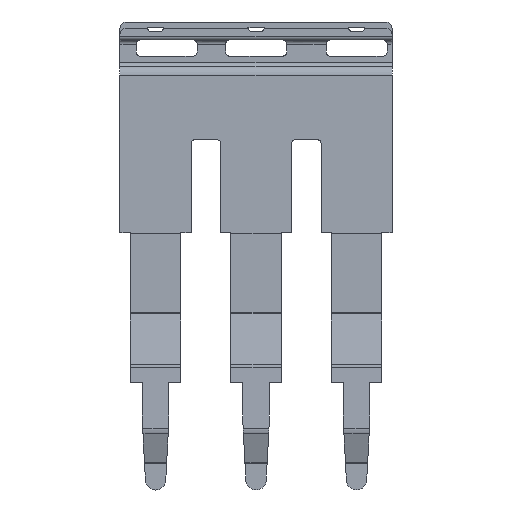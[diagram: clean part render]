
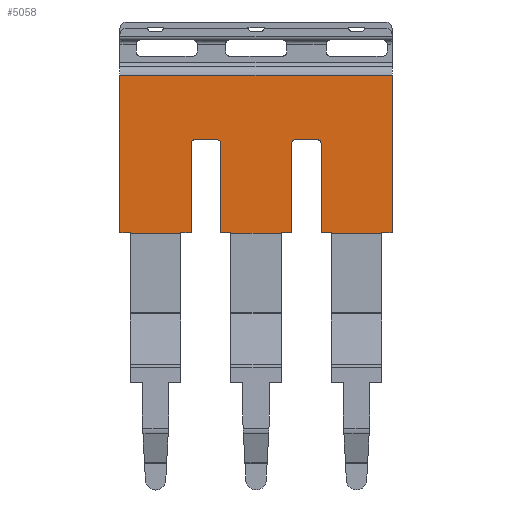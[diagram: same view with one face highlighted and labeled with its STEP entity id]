
A CAD part, front view. The second image highlights one B-rep face of the part: STEP entity #5058.
In plain terms, the highlighted planar face has unit normal (0, -1, 0).
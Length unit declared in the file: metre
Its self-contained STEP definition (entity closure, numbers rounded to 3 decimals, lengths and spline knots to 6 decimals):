
#205=FACE_OUTER_BOUND('',#449,.T.);
#449=EDGE_LOOP('',(#3186,#3187,#3188,#3189,#3190,#3191,#3192,#3193,#3194,
#3195,#3196,#3197,#3198,#3199,#3200,#3201,#3202,#3203,#3204,#3205,#3206,
#3207,#3208,#3209,#3210,#3211,#3212,#3213));
#699=CIRCLE('',#5309,0.0002);
#700=CIRCLE('',#5310,0.0002);
#701=CIRCLE('',#5311,0.0002);
#702=CIRCLE('',#5312,0.0002);
#841=LINE('',#7127,#1384);
#842=LINE('',#7129,#1385);
#843=LINE('',#7131,#1386);
#844=LINE('',#7133,#1387);
#845=LINE('',#7135,#1388);
#846=LINE('',#7137,#1389);
#847=LINE('',#7139,#1390);
#848=LINE('',#7141,#1391);
#849=LINE('',#7143,#1392);
#850=LINE('',#7147,#1393);
#851=LINE('',#7151,#1394);
#852=LINE('',#7153,#1395);
#853=LINE('',#7155,#1396);
#854=LINE('',#7157,#1397);
#855=LINE('',#7159,#1398);
#856=LINE('',#7161,#1399);
#857=LINE('',#7163,#1400);
#858=LINE('',#7167,#1401);
#859=LINE('',#7171,#1402);
#860=LINE('',#7173,#1403);
#861=LINE('',#7175,#1404);
#862=LINE('',#7177,#1405);
#863=LINE('',#7179,#1406);
#864=LINE('',#7180,#1407);
#1384=VECTOR('',#5747,0.007751);
#1385=VECTOR('',#5748,0.01339);
#1386=VECTOR('',#5749,0.007751);
#1387=VECTOR('',#5750,0.0005);
#1388=VECTOR('',#5751,0.000018);
#1389=VECTOR('',#5752,0.0025);
#1390=VECTOR('',#5753,0.000018);
#1391=VECTOR('',#5754,0.0005);
#1392=VECTOR('',#5755,0.0044);
#1393=VECTOR('',#5758,0.00105);
#1394=VECTOR('',#5761,0.0044);
#1395=VECTOR('',#5762,0.0005);
#1396=VECTOR('',#5763,0.000018);
#1397=VECTOR('',#5764,0.002495);
#1398=VECTOR('',#5765,0.000018);
#1399=VECTOR('',#5766,0.0005);
#1400=VECTOR('',#5767,0.0044);
#1401=VECTOR('',#5770,0.00105);
#1402=VECTOR('',#5773,0.0044);
#1403=VECTOR('',#5774,0.0005);
#1404=VECTOR('',#5775,0.000018);
#1405=VECTOR('',#5776,0.002495);
#1406=VECTOR('',#5777,0.000018);
#1407=VECTOR('',#5778,0.0005);
#1931=VERTEX_POINT('',#7125);
#1932=VERTEX_POINT('',#7126);
#1933=VERTEX_POINT('',#7128);
#1934=VERTEX_POINT('',#7130);
#1935=VERTEX_POINT('',#7132);
#1936=VERTEX_POINT('',#7134);
#1937=VERTEX_POINT('',#7136);
#1938=VERTEX_POINT('',#7138);
#1939=VERTEX_POINT('',#7140);
#1940=VERTEX_POINT('',#7142);
#1941=VERTEX_POINT('',#7144);
#1942=VERTEX_POINT('',#7146);
#1943=VERTEX_POINT('',#7148);
#1944=VERTEX_POINT('',#7150);
#1945=VERTEX_POINT('',#7152);
#1946=VERTEX_POINT('',#7154);
#1947=VERTEX_POINT('',#7156);
#1948=VERTEX_POINT('',#7158);
#1949=VERTEX_POINT('',#7160);
#1950=VERTEX_POINT('',#7162);
#1951=VERTEX_POINT('',#7164);
#1952=VERTEX_POINT('',#7166);
#1953=VERTEX_POINT('',#7168);
#1954=VERTEX_POINT('',#7170);
#1955=VERTEX_POINT('',#7172);
#1956=VERTEX_POINT('',#7174);
#1957=VERTEX_POINT('',#7176);
#1958=VERTEX_POINT('',#7178);
#2433=EDGE_CURVE('',#1931,#1932,#841,.T.);
#2434=EDGE_CURVE('',#1931,#1933,#842,.T.);
#2435=EDGE_CURVE('',#1934,#1933,#843,.T.);
#2436=EDGE_CURVE('',#1934,#1935,#844,.T.);
#2437=EDGE_CURVE('',#1935,#1936,#845,.T.);
#2438=EDGE_CURVE('',#1937,#1936,#846,.T.);
#2439=EDGE_CURVE('',#1938,#1937,#847,.T.);
#2440=EDGE_CURVE('',#1939,#1938,#848,.T.);
#2441=EDGE_CURVE('',#1940,#1939,#849,.T.);
#2442=EDGE_CURVE('',#1941,#1940,#699,.T.);
#2443=EDGE_CURVE('',#1942,#1941,#850,.T.);
#2444=EDGE_CURVE('',#1943,#1942,#700,.T.);
#2445=EDGE_CURVE('',#1944,#1943,#851,.T.);
#2446=EDGE_CURVE('',#1945,#1944,#852,.T.);
#2447=EDGE_CURVE('',#1946,#1945,#853,.T.);
#2448=EDGE_CURVE('',#1947,#1946,#854,.T.);
#2449=EDGE_CURVE('',#1948,#1947,#855,.T.);
#2450=EDGE_CURVE('',#1949,#1948,#856,.T.);
#2451=EDGE_CURVE('',#1950,#1949,#857,.T.);
#2452=EDGE_CURVE('',#1951,#1950,#701,.T.);
#2453=EDGE_CURVE('',#1952,#1951,#858,.T.);
#2454=EDGE_CURVE('',#1953,#1952,#702,.T.);
#2455=EDGE_CURVE('',#1954,#1953,#859,.T.);
#2456=EDGE_CURVE('',#1955,#1954,#860,.T.);
#2457=EDGE_CURVE('',#1956,#1955,#861,.T.);
#2458=EDGE_CURVE('',#1957,#1956,#862,.T.);
#2459=EDGE_CURVE('',#1958,#1957,#863,.T.);
#2460=EDGE_CURVE('',#1932,#1958,#864,.T.);
#3186=ORIENTED_EDGE('',*,*,#2433,.F.);
#3187=ORIENTED_EDGE('',*,*,#2434,.T.);
#3188=ORIENTED_EDGE('',*,*,#2435,.F.);
#3189=ORIENTED_EDGE('',*,*,#2436,.T.);
#3190=ORIENTED_EDGE('',*,*,#2437,.T.);
#3191=ORIENTED_EDGE('',*,*,#2438,.F.);
#3192=ORIENTED_EDGE('',*,*,#2439,.F.);
#3193=ORIENTED_EDGE('',*,*,#2440,.F.);
#3194=ORIENTED_EDGE('',*,*,#2441,.F.);
#3195=ORIENTED_EDGE('',*,*,#2442,.F.);
#3196=ORIENTED_EDGE('',*,*,#2443,.F.);
#3197=ORIENTED_EDGE('',*,*,#2444,.F.);
#3198=ORIENTED_EDGE('',*,*,#2445,.F.);
#3199=ORIENTED_EDGE('',*,*,#2446,.F.);
#3200=ORIENTED_EDGE('',*,*,#2447,.F.);
#3201=ORIENTED_EDGE('',*,*,#2448,.F.);
#3202=ORIENTED_EDGE('',*,*,#2449,.F.);
#3203=ORIENTED_EDGE('',*,*,#2450,.F.);
#3204=ORIENTED_EDGE('',*,*,#2451,.F.);
#3205=ORIENTED_EDGE('',*,*,#2452,.F.);
#3206=ORIENTED_EDGE('',*,*,#2453,.F.);
#3207=ORIENTED_EDGE('',*,*,#2454,.F.);
#3208=ORIENTED_EDGE('',*,*,#2455,.F.);
#3209=ORIENTED_EDGE('',*,*,#2456,.F.);
#3210=ORIENTED_EDGE('',*,*,#2457,.F.);
#3211=ORIENTED_EDGE('',*,*,#2458,.F.);
#3212=ORIENTED_EDGE('',*,*,#2459,.F.);
#3213=ORIENTED_EDGE('',*,*,#2460,.F.);
#4665=PLANE('',#5308);
#5058=ADVANCED_FACE('',(#205),#4665,.T.);
#5308=AXIS2_PLACEMENT_3D('',#7124,#5745,#5746);
#5309=AXIS2_PLACEMENT_3D('',#7145,#5756,#5757);
#5310=AXIS2_PLACEMENT_3D('',#7149,#5759,#5760);
#5311=AXIS2_PLACEMENT_3D('',#7165,#5768,#5769);
#5312=AXIS2_PLACEMENT_3D('',#7169,#5771,#5772);
#5745=DIRECTION('center_axis',(0.,-1.,0.));
#5746=DIRECTION('ref_axis',(0.,0.,-1.));
#5747=DIRECTION('',(0.,0.,-1.));
#5748=DIRECTION('',(-1.,0.,0.));
#5749=DIRECTION('',(0.,0.,1.));
#5750=DIRECTION('',(1.,0.,0.));
#5751=DIRECTION('',(0.,0.,-1.));
#5752=DIRECTION('',(-1.,0.,0.));
#5753=DIRECTION('',(0.,0.,-1.));
#5754=DIRECTION('',(-1.,0.,0.));
#5755=DIRECTION('',(0.,0.,-1.));
#5756=DIRECTION('center_axis',(0.,-1.,0.));
#5757=DIRECTION('ref_axis',(0.,0.,-1.));
#5758=DIRECTION('',(-1.,0.,0.));
#5759=DIRECTION('center_axis',(0.,-1.,0.));
#5760=DIRECTION('ref_axis',(0.,0.,-1.));
#5761=DIRECTION('',(0.,0.,1.));
#5762=DIRECTION('',(-1.,0.,0.));
#5763=DIRECTION('',(0.,0.,1.));
#5764=DIRECTION('',(-1.,0.,0.));
#5765=DIRECTION('',(0.,0.,-1.));
#5766=DIRECTION('',(-1.,0.,0.));
#5767=DIRECTION('',(0.,0.,-1.));
#5768=DIRECTION('center_axis',(0.,-1.,0.));
#5769=DIRECTION('ref_axis',(0.,0.,-1.));
#5770=DIRECTION('',(-1.,0.,0.));
#5771=DIRECTION('center_axis',(0.,-1.,0.));
#5772=DIRECTION('ref_axis',(0.,0.,-1.));
#5773=DIRECTION('',(0.,0.,1.));
#5774=DIRECTION('',(-1.,0.,0.));
#5775=DIRECTION('',(0.,0.,1.));
#5776=DIRECTION('',(-1.,0.,0.));
#5777=DIRECTION('',(0.,0.,-1.));
#5778=DIRECTION('',(-1.,0.,0.));
#7124=CARTESIAN_POINT('Origin',(0.024025,-0.001,0.001127));
#7125=CARTESIAN_POINT('',(-0.010635,-0.001,0.008896));
#7126=CARTESIAN_POINT('',(-0.010635,-0.001,0.001146));
#7127=CARTESIAN_POINT('',(-0.010635,-0.001,0.008896));
#7128=CARTESIAN_POINT('',(-0.024025,-0.001,0.008896));
#7129=CARTESIAN_POINT('',(-0.010635,-0.001,0.008896));
#7130=CARTESIAN_POINT('',(-0.024025,-0.001,0.001146));
#7131=CARTESIAN_POINT('',(-0.024025,-0.001,0.001146));
#7132=CARTESIAN_POINT('',(-0.023525,-0.001,0.001146));
#7133=CARTESIAN_POINT('',(-0.024025,-0.001,0.001146));
#7134=CARTESIAN_POINT('',(-0.023525,-0.001,0.001127));
#7135=CARTESIAN_POINT('',(-0.023525,-0.001,0.001146));
#7136=CARTESIAN_POINT('',(-0.021025,-0.001,0.001127));
#7137=CARTESIAN_POINT('',(-0.021025,-0.001,0.001127));
#7138=CARTESIAN_POINT('',(-0.021025,-0.001,0.001146));
#7139=CARTESIAN_POINT('',(-0.021025,-0.001,0.001146));
#7140=CARTESIAN_POINT('',(-0.020525,-0.001,0.001146));
#7141=CARTESIAN_POINT('',(-0.020525,-0.001,0.001146));
#7142=CARTESIAN_POINT('',(-0.020525,-0.001,0.005546));
#7143=CARTESIAN_POINT('',(-0.020525,-0.001,0.005546));
#7144=CARTESIAN_POINT('',(-0.020325,-0.001,0.005746));
#7145=CARTESIAN_POINT('Origin',(-0.020325,-0.001,0.005546));
#7146=CARTESIAN_POINT('',(-0.019275,-0.001,0.005746));
#7147=CARTESIAN_POINT('',(-0.019275,-0.001,0.005746));
#7148=CARTESIAN_POINT('',(-0.019075,-0.001,0.005546));
#7149=CARTESIAN_POINT('Origin',(-0.019275,-0.001,0.005546));
#7150=CARTESIAN_POINT('',(-0.019075,-0.001,0.001146));
#7151=CARTESIAN_POINT('',(-0.019075,-0.001,0.001146));
#7152=CARTESIAN_POINT('',(-0.018575,-0.001,0.001146));
#7153=CARTESIAN_POINT('',(-0.018575,-0.001,0.001146));
#7154=CARTESIAN_POINT('',(-0.018575,-0.001,0.001127));
#7155=CARTESIAN_POINT('',(-0.018575,-0.001,0.001127));
#7156=CARTESIAN_POINT('',(-0.01608,-0.001,0.001127));
#7157=CARTESIAN_POINT('',(-0.01608,-0.001,0.001127));
#7158=CARTESIAN_POINT('',(-0.01608,-0.001,0.001146));
#7159=CARTESIAN_POINT('',(-0.01608,-0.001,0.001146));
#7160=CARTESIAN_POINT('',(-0.01558,-0.001,0.001146));
#7161=CARTESIAN_POINT('',(-0.01558,-0.001,0.001146));
#7162=CARTESIAN_POINT('',(-0.01558,-0.001,0.005546));
#7163=CARTESIAN_POINT('',(-0.01558,-0.001,0.005546));
#7164=CARTESIAN_POINT('',(-0.01538,-0.001,0.005746));
#7165=CARTESIAN_POINT('Origin',(-0.01538,-0.001,0.005546));
#7166=CARTESIAN_POINT('',(-0.01433,-0.001,0.005746));
#7167=CARTESIAN_POINT('',(-0.01433,-0.001,0.005746));
#7168=CARTESIAN_POINT('',(-0.01413,-0.001,0.005546));
#7169=CARTESIAN_POINT('Origin',(-0.01433,-0.001,0.005546));
#7170=CARTESIAN_POINT('',(-0.01413,-0.001,0.001146));
#7171=CARTESIAN_POINT('',(-0.01413,-0.001,0.001146));
#7172=CARTESIAN_POINT('',(-0.01363,-0.001,0.001146));
#7173=CARTESIAN_POINT('',(-0.01363,-0.001,0.001146));
#7174=CARTESIAN_POINT('',(-0.01363,-0.001,0.001127));
#7175=CARTESIAN_POINT('',(-0.01363,-0.001,0.001127));
#7176=CARTESIAN_POINT('',(-0.011135,-0.001,0.001127));
#7177=CARTESIAN_POINT('',(-0.011135,-0.001,0.001127));
#7178=CARTESIAN_POINT('',(-0.011135,-0.001,0.001146));
#7179=CARTESIAN_POINT('',(-0.011135,-0.001,0.001146));
#7180=CARTESIAN_POINT('',(-0.010635,-0.001,0.001146));
